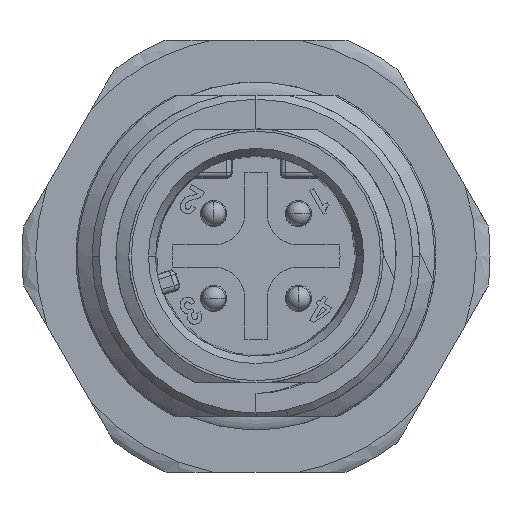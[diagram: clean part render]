
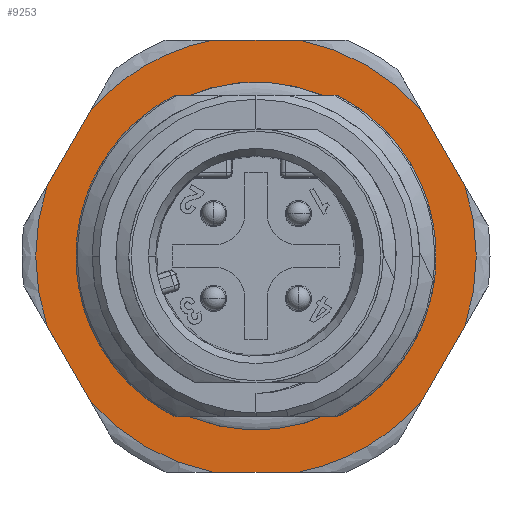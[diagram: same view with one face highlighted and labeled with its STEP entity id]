
A CAD part, front view. The second image highlights one B-rep face of the part: STEP entity #9253.
In plain terms, the highlighted planar face has unit normal (0, -1, 0).
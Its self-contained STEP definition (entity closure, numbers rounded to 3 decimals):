
#574=CARTESIAN_POINT('',(4.252,-6.2,-5.872));
#740=CARTESIAN_POINT('',(-8.699,-6.2,-2.933));
#751=CARTESIAN_POINT('',(0.,-6.2,0.));
#752=DIRECTION('',(0.,1.,0.));
#753=DIRECTION('',(-0.751,0.,0.661));
#754=AXIS2_PLACEMENT_3D('',#751,#752,#753);
#756=CARTESIAN_POINT('',(0.,-6.2,0.));
#757=DIRECTION('',(0.,1.,0.));
#758=DIRECTION('',(-0.5,0.,0.866));
#759=AXIS2_PLACEMENT_3D('',#756,#757,#758);
#761=DIRECTION('',(1.,0.,0.));
#762=VECTOR('',#761,3.618);
#763=CARTESIAN_POINT('',(-1.809,-6.2,9.));
#764=LINE('',#763,#762);
#765=CARTESIAN_POINT('',(0.,-6.2,0.));
#766=DIRECTION('',(0.,1.,0.));
#767=DIRECTION('',(0.197,0.,0.98));
#768=AXIS2_PLACEMENT_3D('',#765,#766,#767);
#770=DIRECTION('',(0.5,0.,-0.866));
#771=VECTOR('',#770,3.618);
#772=CARTESIAN_POINT('',(6.89,-6.2,6.067));
#773=LINE('',#772,#771);
#774=CARTESIAN_POINT('',(0.,-6.2,0.));
#775=DIRECTION('',(0.,1.,0.));
#776=DIRECTION('',(0.948,0.,0.32));
#777=AXIS2_PLACEMENT_3D('',#774,#775,#776);
#779=DIRECTION('',(-0.5,0.,-0.866));
#780=VECTOR('',#779,3.618);
#781=CARTESIAN_POINT('',(8.699,-6.2,-2.933));
#782=LINE('',#781,#780);
#783=CARTESIAN_POINT('',(0.,-6.2,0.));
#784=DIRECTION('',(0.,1.,0.));
#785=DIRECTION('',(0.751,0.,-0.661));
#786=AXIS2_PLACEMENT_3D('',#783,#784,#785);
#788=CARTESIAN_POINT('',(0.,-6.2,0.));
#789=DIRECTION('',(0.,1.,0.));
#790=DIRECTION('',(0.5,0.,-0.866));
#791=AXIS2_PLACEMENT_3D('',#788,#789,#790);
#793=DIRECTION('',(-1.,0.,0.));
#794=VECTOR('',#793,3.618);
#795=CARTESIAN_POINT('',(1.809,-6.2,-9.));
#796=LINE('',#795,#794);
#797=CARTESIAN_POINT('',(0.,-6.2,0.));
#798=DIRECTION('',(0.,1.,0.));
#799=DIRECTION('',(-0.197,0.,-0.98));
#800=AXIS2_PLACEMENT_3D('',#797,#798,#799);
#802=DIRECTION('',(-0.5,0.,0.866));
#803=VECTOR('',#802,3.618);
#804=CARTESIAN_POINT('',(-6.89,-6.2,-6.067));
#805=LINE('',#804,#803);
#806=CARTESIAN_POINT('',(0.,-6.2,0.));
#807=DIRECTION('',(0.,1.,0.));
#808=DIRECTION('',(-0.948,0.,-0.32));
#809=AXIS2_PLACEMENT_3D('',#806,#807,#808);
#811=DIRECTION('',(0.5,0.,0.866));
#812=VECTOR('',#811,3.618);
#813=CARTESIAN_POINT('',(-8.699,-6.2,2.933));
#814=LINE('',#813,#812);
#815=CARTESIAN_POINT('',(4.252,-6.2,-5.872));
#816=CARTESIAN_POINT('',(4.626,-6.2,-5.622));
#817=CARTESIAN_POINT('',(5.316,-6.2,-5.062));
#818=CARTESIAN_POINT('',(6.2,-6.2,-4.022));
#819=CARTESIAN_POINT('',(6.871,-6.2,-2.849));
#820=CARTESIAN_POINT('',(7.172,-6.2,-1.995));
#821=CARTESIAN_POINT('',(7.284,-6.2,-1.549));
#823=CARTESIAN_POINT('',(7.284,-6.2,-1.549));
#824=CARTESIAN_POINT('',(7.379,-6.2,-1.168));
#825=CARTESIAN_POINT('',(7.507,-6.2,
-0.384));
#826=CARTESIAN_POINT('',(7.473,-6.2,0.971));
#827=CARTESIAN_POINT('',(7.204,-6.2,2.211));
#828=CARTESIAN_POINT('',(6.729,-6.2,3.397));
#829=CARTESIAN_POINT('',(5.981,-6.2,4.557));
#830=CARTESIAN_POINT('',(5.416,-6.2,5.147));
#831=CARTESIAN_POINT('',(5.111,-6.2,5.415));
#833=CARTESIAN_POINT('',(5.111,-6.2,5.415));
#834=CARTESIAN_POINT('',(4.906,-6.2,5.595));
#835=CARTESIAN_POINT('',(4.478,-6.2,5.932));
#836=CARTESIAN_POINT('',(3.784,-6.2,6.362));
#837=CARTESIAN_POINT('',(3.294,-6.2,6.596));
#838=CARTESIAN_POINT('',(3.042,-6.2,6.7));
#840=DIRECTION('',(-1.,0.,0.));
#841=VECTOR('',#840,0.272);
#842=CARTESIAN_POINT('',(3.042,-6.2,6.7));
#843=LINE('',#842,#841);
#844=CARTESIAN_POINT('',(0.,-6.2,0.));
#845=DIRECTION('',(0.,-1.,0.));
#846=DIRECTION('',(0.382,0.,0.924));
#847=AXIS2_PLACEMENT_3D('',#844,#845,#846);
#849=CARTESIAN_POINT('',(0.,-6.2,0.));
#850=DIRECTION('',(0.,-1.,0.));
#851=DIRECTION('',(-1.,0.,0.));
#852=AXIS2_PLACEMENT_3D('',#849,#850,#851);
#873=CARTESIAN_POINT('',(-8.699,-6.2,2.933));
#7415=VERTEX_POINT('',#574);
#7416=CARTESIAN_POINT('',(-7.25,-6.2,0.));
#7417=VERTEX_POINT('',#7416);
#7438=CARTESIAN_POINT('',(2.77,-6.2,6.7));
#7439=VERTEX_POINT('',#7438);
#7461=CARTESIAN_POINT('',(3.042,-6.2,6.7));
#7462=VERTEX_POINT('',#7461);
#7525=VERTEX_POINT('',#740);
#7526=VERTEX_POINT('',#873);
#7527=CARTESIAN_POINT('',(-6.89,-6.2,-6.067));
#7528=VERTEX_POINT('',#7527);
#7530=CARTESIAN_POINT('',(-4.59,-6.2,7.95));
#7531=CARTESIAN_POINT('',(-1.809,-6.2,9.));
#7532=VERTEX_POINT('',#7530);
#7533=VERTEX_POINT('',#7531);
#7534=CARTESIAN_POINT('',(-6.89,-6.2,6.067));
#7535=VERTEX_POINT('',#7534);
#7536=CARTESIAN_POINT('',(1.809,-6.2,9.));
#7537=VERTEX_POINT('',#7536);
#7538=CARTESIAN_POINT('',(6.89,-6.2,6.067));
#7539=VERTEX_POINT('',#7538);
#7540=CARTESIAN_POINT('',(8.699,-6.2,2.933));
#7541=VERTEX_POINT('',#7540);
#7542=CARTESIAN_POINT('',(8.699,-6.2,-2.933));
#7543=VERTEX_POINT('',#7542);
#7544=CARTESIAN_POINT('',(6.89,-6.2,-6.067));
#7545=VERTEX_POINT('',#7544);
#7546=CARTESIAN_POINT('',(4.59,-6.2,-7.95));
#7547=CARTESIAN_POINT('',(1.809,-6.2,-9.));
#7548=VERTEX_POINT('',#7546);
#7549=VERTEX_POINT('',#7547);
#7550=CARTESIAN_POINT('',(-1.809,-6.2,-9.));
#7551=VERTEX_POINT('',#7550);
#7552=VERTEX_POINT('',#821);
#7553=VERTEX_POINT('',#831);
#9207=CARTESIAN_POINT('',(0.,-6.2,0.));
#9208=DIRECTION('',(0.,-1.,0.));
#9209=DIRECTION('',(1.,0.,0.));
#9210=AXIS2_PLACEMENT_3D('',#9207,#9208,#9209);
#9211=PLANE('',#9210);
#9213=ORIENTED_EDGE('',*,*,#9212,.T.);
#9215=ORIENTED_EDGE('',*,*,#9214,.T.);
#9217=ORIENTED_EDGE('',*,*,#9216,.T.);
#9219=ORIENTED_EDGE('',*,*,#9218,.T.);
#9221=ORIENTED_EDGE('',*,*,#9220,.T.);
#9223=ORIENTED_EDGE('',*,*,#9222,.T.);
#9225=ORIENTED_EDGE('',*,*,#9224,.T.);
#9227=ORIENTED_EDGE('',*,*,#9226,.T.);
#9229=ORIENTED_EDGE('',*,*,#9228,.T.);
#9231=ORIENTED_EDGE('',*,*,#9230,.T.);
#9233=ORIENTED_EDGE('',*,*,#9232,.T.);
#9234=ORIENTED_EDGE('',*,*,#9196,.T.);
#9235=ORIENTED_EDGE('',*,*,#9185,.T.);
#9237=ORIENTED_EDGE('',*,*,#9236,.T.);
#9238=EDGE_LOOP('',(#9213,#9215,#9217,#9219,#9221,#9223,#9225,#9227,#9229,#9231,
#9233,#9234,#9235,#9237));
#9239=FACE_OUTER_BOUND('',#9238,.F.);
#9241=ORIENTED_EDGE('',*,*,#9240,.T.);
#9243=ORIENTED_EDGE('',*,*,#9242,.T.);
#9245=ORIENTED_EDGE('',*,*,#9244,.T.);
#9247=ORIENTED_EDGE('',*,*,#9246,.T.);
#9249=ORIENTED_EDGE('',*,*,#9248,.T.);
#9250=ORIENTED_EDGE('',*,*,#9088,.T.);
#9251=EDGE_LOOP('',(#9241,#9243,#9245,#9247,#9249,#9250));
#9252=FACE_BOUND('',#9251,.F.);
#755=CIRCLE('',#754,9.18);
#760=CIRCLE('',#759,9.18);
#769=CIRCLE('',#768,9.18);
#778=CIRCLE('',#777,9.18);
#787=CIRCLE('',#786,9.18);
#792=CIRCLE('',#791,9.18);
#801=CIRCLE('',#800,9.18);
#810=CIRCLE('',#809,9.18);
#822=B_SPLINE_CURVE_WITH_KNOTS('',3,(#815,#816,#817,#818,#819,#820,#821),
.UNSPECIFIED.,.F.,.F.,(4,1,1,1,4),(0.,0.25,0.5,0.75,1.),
.UNSPECIFIED.);
#832=B_SPLINE_CURVE_WITH_KNOTS('',3,(#823,#824,#825,#826,#827,#828,#829,#830,
#831),.UNSPECIFIED.,.F.,.F.,(4,1,1,1,1,1,4),(0.,0.167,
0.333,0.5,0.667,0.833,1.),
.UNSPECIFIED.);
#839=B_SPLINE_CURVE_WITH_KNOTS('',3,(#833,#834,#835,#836,#837,#838),
.UNSPECIFIED.,.F.,.F.,(4,1,1,4),(0.,0.333,0.667,1.),
.UNSPECIFIED.);
#848=CIRCLE('',#847,7.25);
#853=CIRCLE('',#852,7.25);
#9088=EDGE_CURVE('',#7417,#7415,#853,.T.);
#9185=EDGE_CURVE('',#7525,#7526,#810,.T.);
#9196=EDGE_CURVE('',#7528,#7525,#805,.T.);
#9212=EDGE_CURVE('',#7535,#7532,#755,.T.);
#9214=EDGE_CURVE('',#7532,#7533,#760,.T.);
#9216=EDGE_CURVE('',#7533,#7537,#764,.T.);
#9218=EDGE_CURVE('',#7537,#7539,#769,.T.);
#9220=EDGE_CURVE('',#7539,#7541,#773,.T.);
#9222=EDGE_CURVE('',#7541,#7543,#778,.T.);
#9224=EDGE_CURVE('',#7543,#7545,#782,.T.);
#9226=EDGE_CURVE('',#7545,#7548,#787,.T.);
#9228=EDGE_CURVE('',#7548,#7549,#792,.T.);
#9230=EDGE_CURVE('',#7549,#7551,#796,.T.);
#9232=EDGE_CURVE('',#7551,#7528,#801,.T.);
#9236=EDGE_CURVE('',#7526,#7535,#814,.T.);
#9240=EDGE_CURVE('',#7415,#7552,#822,.T.);
#9242=EDGE_CURVE('',#7552,#7553,#832,.T.);
#9244=EDGE_CURVE('',#7553,#7462,#839,.T.);
#9246=EDGE_CURVE('',#7462,#7439,#843,.T.);
#9248=EDGE_CURVE('',#7439,#7417,#848,.T.);
#9253=ADVANCED_FACE('',(#9239,#9252),#9211,.T.);
